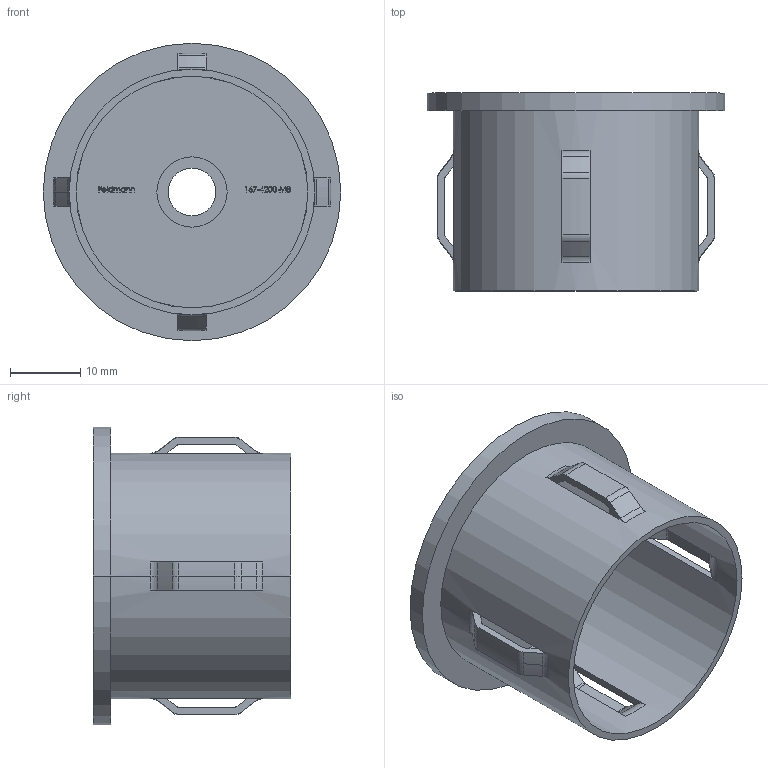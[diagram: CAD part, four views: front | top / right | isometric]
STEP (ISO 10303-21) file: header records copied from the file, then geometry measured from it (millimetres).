
FILE_DESCRIPTION (( 'STEP AP203' ), '1' );
FILE_NAME ('167-4200-M8.step', '2019-09-16T06:57:04', ( '' ), ( '' ), 'SwSTEP 2.0', 'SolidWorks 2015', '' );
FILE_SCHEMA (( 'CONFIG_CONTROL_DESIGN' ));
Length unit declared in the file: millimetre
Products named in the file (1): 167-4200-M8
Bounding box: 42.4 x 28.2 x 42.4 mm (x, y, z)
Volume: 6313.2 mm3; surface area: 9039.4 mm2
Topology: 1 solids, 1 shells, 338 faces, 921 edges, 604 vertices
Faces by surface type: plane 158, bspline 98, torus 40, cone 22, cylinder 20
Entity records: 16596 total; most frequent: CARTESIAN_POINT 8734, ORIENTED_EDGE 1842, DIRECTION 1213, EDGE_CURVE 921, VERTEX_POINT 604, VECTOR 495, LINE 495, EDGE_LOOP 375
